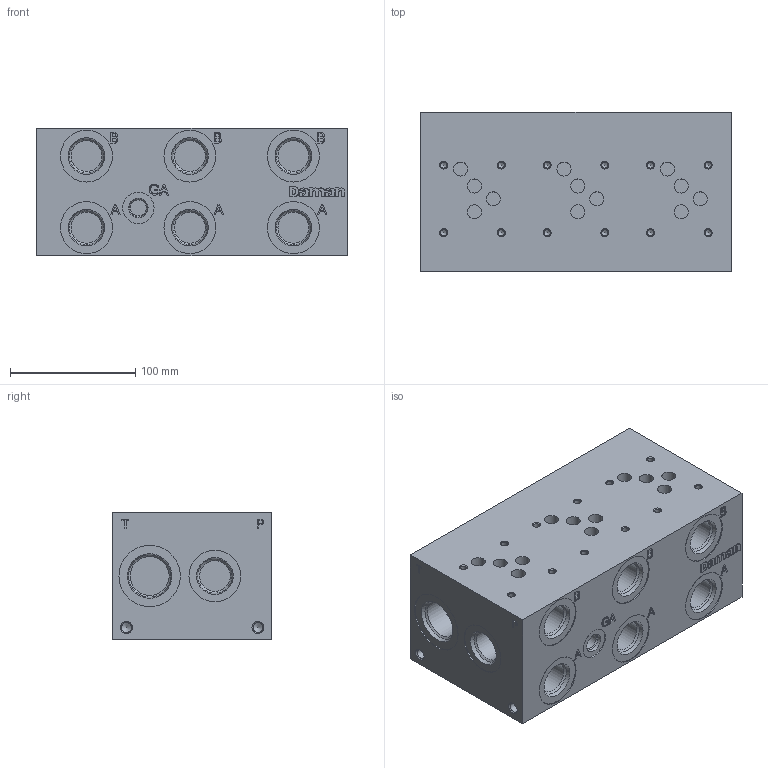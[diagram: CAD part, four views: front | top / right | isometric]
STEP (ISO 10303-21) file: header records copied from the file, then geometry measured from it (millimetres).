
FILE_DESCRIPTION( ( 'STEP AP214' ), ' ' );
FILE_NAME( 'AD05HP033S.stp', '2018-04-23T18:26:30', ( '' ), ( '' ), ' ', 'PARTsolutions', ' ' );
FILE_SCHEMA( ( 'AUTOMOTIVE_DESIGN { 1 0 10303 214 1 1 1 1 }' ) );
Length unit declared in the file: inch
Products named in the file (1): _AD05HP033S
Bounding box: 247.65 x 127 x 101.6 mm (x, y, z)
Volume: 3029510.3 mm3; surface area: 169647.5 mm2
Topology: 1 solids, 1 shells, 411 faces, 977 edges, 634 vertices
Faces by surface type: plane 250, cylinder 107, cone 54
Full cylindrical faces by diameter (mm): 4.976 x12, 7.805 x4, 11.201 x12, 12.761 x1, 24.696 x8, 25.019 x1, 31.046 x2, 41.453 x8, 48.971 x2
Entity records: 14473 total; most frequent: DIRECTION 1931, CARTESIAN_POINT 1899, ORIENTED_EDGE 1710, EDGE_CURVE 855, AXIS2_PLACEMENT_3D 664, VERTEX_POINT 632, LINE 603, VECTOR 603
